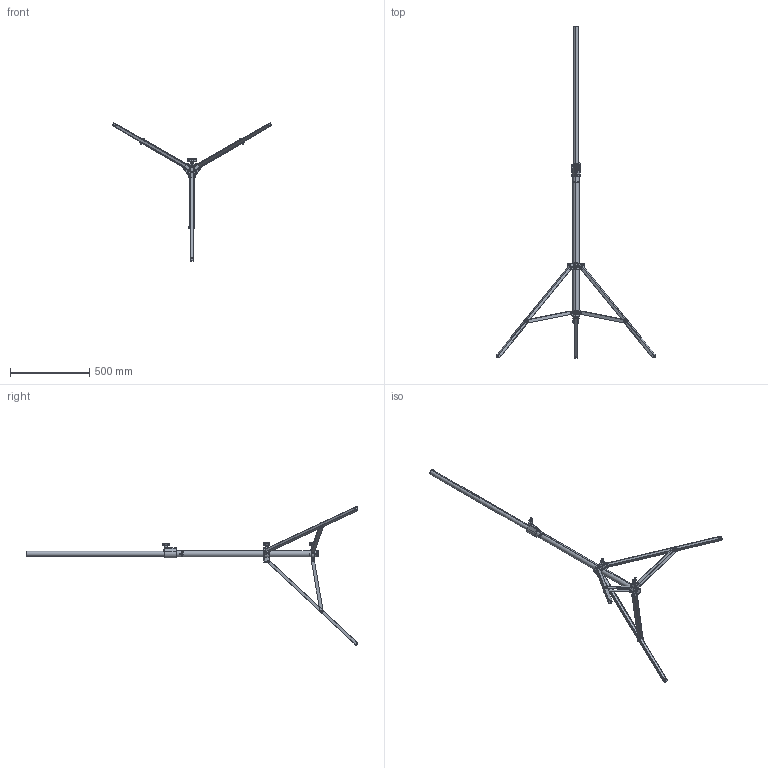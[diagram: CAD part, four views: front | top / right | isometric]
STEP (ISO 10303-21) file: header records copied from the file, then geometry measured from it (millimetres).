
FILE_DESCRIPTION (( 'STEP AP203' ), '1' );
FILE_NAME ('T51801.STEP', '2018-08-01T08:32:54', ( '' ), ( '' ), 'SwSTEP 2.0', 'SolidWorks 2016', '' );
FILE_SCHEMA (( 'CONFIG_CONTROL_DESIGN' ));
Length unit declared in the file: millimetre
Products named in the file (32): Plain Washer Form B_Doughty Fastners - Black_Bright washer BS 4320 - M6 (Form B); TH1480; Hex Bolt GradeC_Doughty Fastners - Black_ISO 4016 - M6 x 40 x 18-WN; F629; G2000 LABEL_T51801 LABEL; Doughty Knob_S0140; Hex Bolt GradeC_Doughty Fastners - Black_ISO 4016 - M6 x 35 x 18-WN; TH1445_S1053 - BLACK; TH1440; TH1444_TH2554; socket set screw flat point_doughty fastners - stainless_BS 4168-2 - M8 x 8-S; TH1483; S0200; S0105; Spring Pin Slotted_HD_Doughty Fastners_Spring Pin ISO 8752 - 6 x 32St; TH1442; TH1468_TH2552; TH085; S0100; S0104; TH1476; TH1477; TH1441; Spring Pin Slotted_HD_Doughty Fastners_Spring Pin ISO 8752 - 6 x 45St; TH1467_TH1467; TH2036; TH2028_TH2028; Binx Nut_M6 BLK; TH1461_TH2449; TH1462_TH2448 ; T51801; TH1443
Assembly tree (67 placements, depth 4):
  T51801
    TH1462_TH2448 
      TH1443
      Spring Pin Slotted_HD_Doughty Fastners_Spring Pin ISO 8752 - 6 x 45St
    TH1477
      TH1441
        TH2036
      F629
    TH1476
      TH1440
      F629
    TH1468_TH2552
      TH1467_TH1467
        TH2028_TH2028
      F629
    TH1461_TH2449
      TH1442
      Spring Pin Slotted_HD_Doughty Fastners_Spring Pin ISO 8752 - 6 x 32St
    S0200
    TH1445_S1053 - BLACK  x6
    TH1444_TH2554  x3
    S0104
    S0105
    TH1480
    TH1483
    Hex Bolt GradeC_Doughty Fastners - Black_ISO 4016 - M6 x 40 x 18-WN  x2
    Binx Nut_M6 BLK  x8
    S0100  x3
    Hex Bolt GradeC_Doughty Fastners - Black_ISO 4016 - M6 x 35 x 18-WN  x6
    Plain Washer Form B_Doughty Fastners - Black_Bright washer BS 4320 - M6 (Form B)  x11
    TH085
    Doughty Knob_S0140  x3
    socket set screw flat point_doughty fastners - stainless_BS 4168-2 - M8 x 8-S
    G2000 LABEL_T51801 LABEL
Bounding box: 1004.41 x 2088.16 x 870.25 mm (x, y, z)
Volume: 1064466.4 mm3; surface area: 983541.9 mm2
Topology: 60 solids, 60 shells, 1868 faces, 4699 edges, 3053 vertices
Faces by surface type: plane 943, cylinder 574, cone 146, torus 146, bspline 57, sphere 2
Entity records: 41482 total; most frequent: CARTESIAN_POINT 13994, DIRECTION 4822, ORIENTED_EDGE 4798, EDGE_CURVE 2399, AXIS2_PLACEMENT_3D 1718, VERTEX_POINT 1565, LINE 1386, VECTOR 1386
